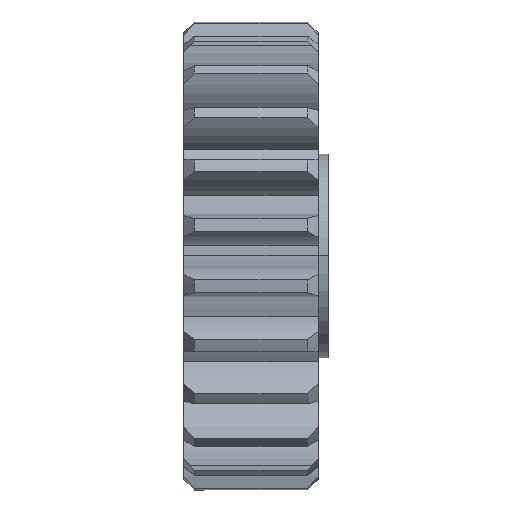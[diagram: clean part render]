
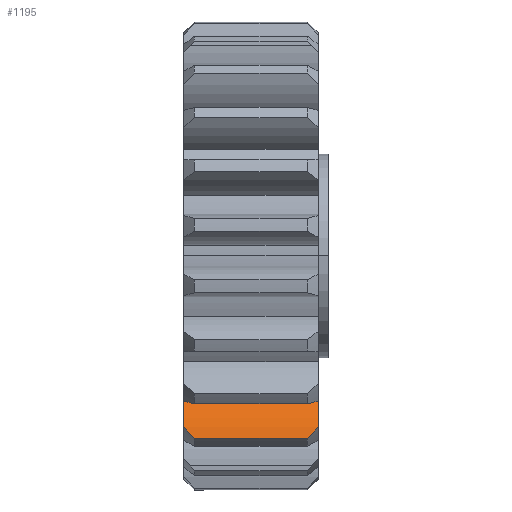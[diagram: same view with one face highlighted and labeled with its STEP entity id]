
A CAD part, top view. The second image highlights one B-rep face of the part: STEP entity #1195.
In plain terms, the highlighted cylindrical face has radius 6.096 mm (diameter 12.192 mm), a partial arc.
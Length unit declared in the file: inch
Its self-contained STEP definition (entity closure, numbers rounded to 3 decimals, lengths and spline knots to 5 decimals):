
#54 = CARTESIAN_POINT ( 'NONE',  ( 0.03, -0.50448, 0.40987 ) ) ;
#194 = ORIENTED_EDGE ( 'NONE', *, *, #5702, .T. ) ;
#315 = DIRECTION ( 'NONE',  ( -1., 0., 0. ) ) ;
#526 = EDGE_CURVE ( 'NONE', #4736, #1445, #5281, .T. ) ;
#835 = EDGE_CURVE ( 'NONE', #1445, #3059, #5499, .T. ) ;
#884 = DIRECTION ( 'NONE',  ( -1., 0., 0. ) ) ;
#969 = CARTESIAN_POINT ( 'NONE',  ( 0., -0.5539, 0.17501 ) ) ;
#993 = AXIS2_PLACEMENT_3D ( 'NONE', #3569, #315, #4957 ) ;
#1008 = ORIENTED_EDGE ( 'NONE', *, *, #1436, .T. ) ;
#1068 = EDGE_CURVE ( 'NONE', #3680, #2176, #3557, .T. ) ;
#1128 = DIRECTION ( 'NONE',  ( -1., 0., 0. ) ) ;
#1147 = EDGE_CURVE ( 'NONE', #1982, #3680, #5274, .T. ) ;
#1151 = CARTESIAN_POINT ( 'NONE',  ( 0.35186, -0.49363, 0.40759 ) ) ;
#1195 = ADVANCED_FACE ( 'NONE', ( #3729 ), #1275, .T. ) ;
#1202 = B_SPLINE_CURVE_WITH_KNOTS ( 'NONE', 3,
 ( #2854, #5176, #4230, #54 ),
 .UNSPECIFIED., .F., .F.,
 ( 4, 4 ),
 ( 0., 0.00113 ),
 .UNSPECIFIED. ) ;
#1213 = DIRECTION ( 'NONE',  ( 1., 0., 0. ) ) ;
#1275 = CYLINDRICAL_SURFACE ( 'NONE', #993, 0.24 ) ;
#1436 = EDGE_CURVE ( 'NONE', #3059, #1982, #1202, .T. ) ;
#1445 = VERTEX_POINT ( 'NONE', #3775 ) ;
#1514 = ORIENTED_EDGE ( 'NONE', *, *, #1068, .T. ) ;
#1640 = CARTESIAN_POINT ( 'NONE',  ( 0.372, -0.47291, 0.40094 ) ) ;
#1679 = CARTESIAN_POINT ( 'NONE',  ( 0.186, -0.50448, 0.40987 ) ) ;
#1922 = ORIENTED_EDGE ( 'NONE', *, *, #526, .T. ) ;
#1982 = VERTEX_POINT ( 'NONE', #5898 ) ;
#2067 = CARTESIAN_POINT ( 'NONE',  ( 0.372, -0.40031, 0.35944 ) ) ;
#2176 = VERTEX_POINT ( 'NONE', #5262 ) ;
#2185 = ORIENTED_EDGE ( 'NONE', *, *, #1147, .T. ) ;
#2472 = CARTESIAN_POINT ( 'NONE',  ( 0.342, -0.50448, 0.40987 ) ) ;
#2579 = CIRCLE ( 'NONE', #4667, 0.24 ) ;
#2658 = VECTOR ( 'NONE', #1213, 39.37008 ) ;
#2854 = CARTESIAN_POINT ( 'NONE',  ( 0., -0.47291, 0.40094 ) ) ;
#3059 = VERTEX_POINT ( 'NONE', #4001 ) ;
#3291 = DIRECTION ( 'NONE',  ( 1., 0., 0. ) ) ;
#3503 = EDGE_LOOP ( 'NONE', ( #5748, #1008, #2185, #1514, #194, #1922 ) ) ;
#3557 = B_SPLINE_CURVE_WITH_KNOTS ( 'NONE', 3,
 ( #4395, #1151, #3931, #1640 ),
 .UNSPECIFIED., .F., .F.,
 ( 4, 4 ),
 ( 0., 0.00113 ),
 .UNSPECIFIED. ) ;
#3569 = CARTESIAN_POINT ( 'NONE',  ( 0.372, -0.5539, 0.17501 ) ) ;
#3680 = VERTEX_POINT ( 'NONE', #2472 ) ;
#3729 = FACE_OUTER_BOUND ( 'NONE', #3503, .T. ) ;
#3746 = DIRECTION ( 'NONE',  ( 0., 0., -1. ) ) ;
#3775 = CARTESIAN_POINT ( 'NONE',  ( 0., -0.40031, 0.35944 ) ) ;
#3917 = CARTESIAN_POINT ( 'NONE',  ( 0.372, -0.5539, 0.17501 ) ) ;
#3931 = CARTESIAN_POINT ( 'NONE',  ( 0.36186, -0.48311, 0.40459 ) ) ;
#4001 = CARTESIAN_POINT ( 'NONE',  ( 0., -0.47291, 0.40094 ) ) ;
#4037 = VECTOR ( 'NONE', #884, 39.37008 ) ;
#4230 = CARTESIAN_POINT ( 'NONE',  ( 0.02014, -0.49363, 0.40759 ) ) ;
#4379 = DIRECTION ( 'NONE',  ( 0., 0.707, 0.707 ) ) ;
#4395 = CARTESIAN_POINT ( 'NONE',  ( 0.342, -0.50448, 0.40987 ) ) ;
#4626 = CARTESIAN_POINT ( 'NONE',  ( 0.372, -0.40031, 0.35944 ) ) ;
#4658 = AXIS2_PLACEMENT_3D ( 'NONE', #969, #3291, #3746 ) ;
#4667 = AXIS2_PLACEMENT_3D ( 'NONE', #3917, #1128, #4379 ) ;
#4736 = VERTEX_POINT ( 'NONE', #2067 ) ;
#4957 = DIRECTION ( 'NONE',  ( 0., 0., 1. ) ) ;
#5176 = CARTESIAN_POINT ( 'NONE',  ( 0.01014, -0.48311, 0.40459 ) ) ;
#5262 = CARTESIAN_POINT ( 'NONE',  ( 0.372, -0.47291, 0.40094 ) ) ;
#5274 = LINE ( 'NONE', #1679, #2658 ) ;
#5281 = LINE ( 'NONE', #4626, #4037 ) ;
#5499 = CIRCLE ( 'NONE', #4658, 0.24 ) ;
#5702 = EDGE_CURVE ( 'NONE', #2176, #4736, #2579, .T. ) ;
#5748 = ORIENTED_EDGE ( 'NONE', *, *, #835, .T. ) ;
#5898 = CARTESIAN_POINT ( 'NONE',  ( 0.03, -0.50448, 0.40987 ) ) ;
